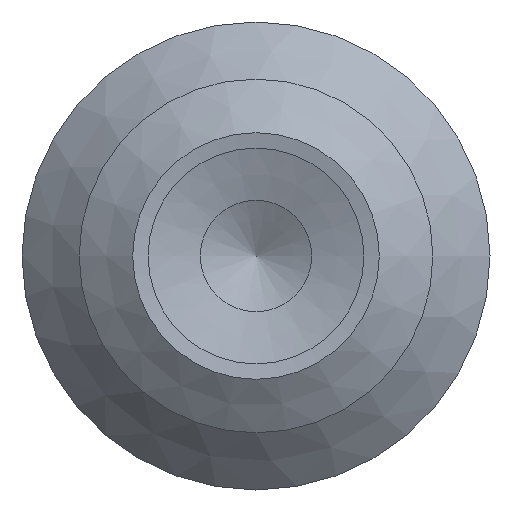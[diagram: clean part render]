
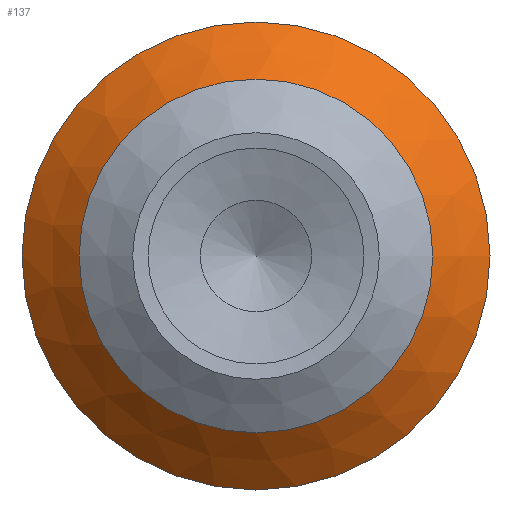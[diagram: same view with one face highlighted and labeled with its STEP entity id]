
A CAD part, front view. The second image highlights one B-rep face of the part: STEP entity #137.
In plain terms, the highlighted conical face has half-angle 47.553 degrees and reference radius 295 mm.
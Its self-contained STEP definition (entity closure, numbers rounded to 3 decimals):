
#19=FACE_OUTER_BOUND('',#26,.T.);
#26=EDGE_LOOP('',(#110,#111,#112,#113,#114,#115));
#33=LINE('',#257,#40);
#40=VECTOR('',#215,295.);
#49=CIRCLE('',#170,336.);
#50=CIRCLE('',#171,336.);
#51=CIRCLE('',#173,254.);
#52=CIRCLE('',#174,254.);
#62=VERTEX_POINT('',#247);
#63=VERTEX_POINT('',#248);
#64=VERTEX_POINT('',#253);
#65=VERTEX_POINT('',#254);
#78=EDGE_CURVE('',#62,#63,#49,.T.);
#79=EDGE_CURVE('',#63,#62,#50,.T.);
#81=EDGE_CURVE('',#64,#65,#51,.T.);
#82=EDGE_CURVE('',#65,#64,#52,.T.);
#83=EDGE_CURVE('',#65,#63,#33,.T.);
#110=ORIENTED_EDGE('',*,*,#81,.F.);
#111=ORIENTED_EDGE('',*,*,#82,.F.);
#112=ORIENTED_EDGE('',*,*,#83,.T.);
#113=ORIENTED_EDGE('',*,*,#79,.T.);
#114=ORIENTED_EDGE('',*,*,#78,.T.);
#115=ORIENTED_EDGE('',*,*,#83,.F.);
#130=CONICAL_SURFACE('',#172,295.,0.83);
#137=ADVANCED_FACE('',(#19),#130,.T.);
#170=AXIS2_PLACEMENT_3D('',#249,#204,#205);
#171=AXIS2_PLACEMENT_3D('',#250,#206,#207);
#172=AXIS2_PLACEMENT_3D('',#252,#209,#210);
#173=AXIS2_PLACEMENT_3D('',#255,#211,#212);
#174=AXIS2_PLACEMENT_3D('',#256,#213,#214);
#204=DIRECTION('center_axis',(0.,-1.,0.));
#205=DIRECTION('ref_axis',(1.,0.,0.));
#206=DIRECTION('center_axis',(0.,-1.,0.));
#207=DIRECTION('ref_axis',(1.,0.,0.));
#209=DIRECTION('center_axis',(0.,1.,0.));
#210=DIRECTION('ref_axis',(-1.,0.,0.));
#211=DIRECTION('center_axis',(0.,-1.,0.));
#212=DIRECTION('ref_axis',(1.,0.,0.));
#213=DIRECTION('center_axis',(0.,-1.,0.));
#214=DIRECTION('ref_axis',(1.,0.,0.));
#215=DIRECTION('',(0.738,0.675,0.));
#247=CARTESIAN_POINT('',(-336.,187.5,0.));
#248=CARTESIAN_POINT('',(336.,187.5,0.));
#249=CARTESIAN_POINT('Origin',(0.,187.5,0.));
#250=CARTESIAN_POINT('Origin',(0.,187.5,0.));
#252=CARTESIAN_POINT('Origin',(0.,150.,0.));
#253=CARTESIAN_POINT('',(-254.,112.5,0.));
#254=CARTESIAN_POINT('',(254.,112.5,0.));
#255=CARTESIAN_POINT('Origin',(0.,112.5,0.));
#256=CARTESIAN_POINT('Origin',(0.,112.5,0.));
#257=CARTESIAN_POINT('',(295.,150.,0.));
